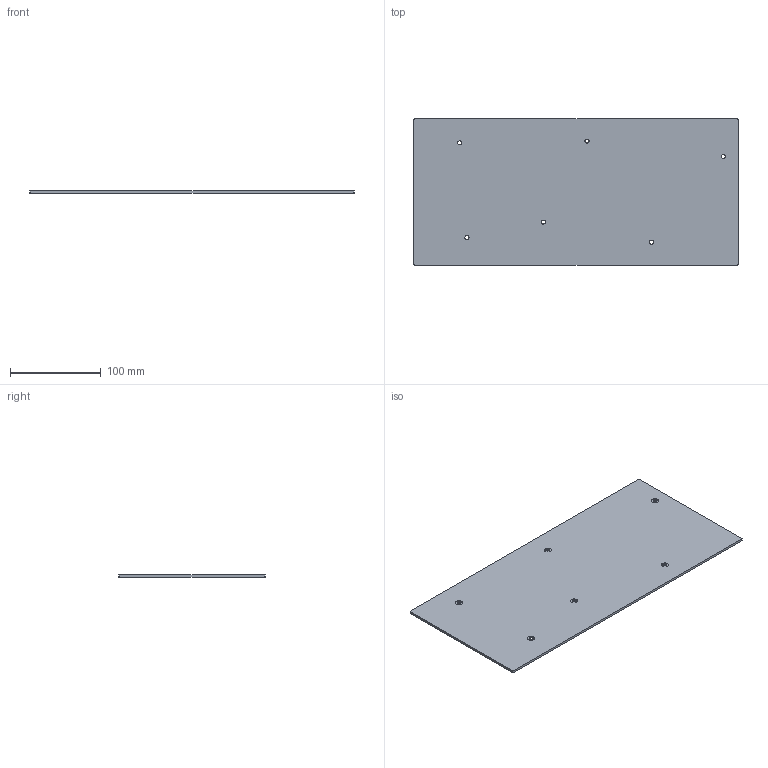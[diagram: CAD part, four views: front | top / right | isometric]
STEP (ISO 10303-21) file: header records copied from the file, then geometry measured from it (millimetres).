
FILE_DESCRIPTION(('FreeCAD Model'),'2;1');
FILE_NAME('Open CASCADE Shape Model','2023-09-25T18:06:16',('Author'),( ''),'Open CASCADE STEP processor 7.6','FreeCAD','Unknown');
FILE_SCHEMA(('AP242_MANAGED_MODEL_BASED_3D_ENGINEERING_MIM_LF. {1 0 10303 442 1 1 4 }'));
Length unit declared in the file: millimetre
Products named in the file (1): OpenFrame1Heavy_Backplate_v1_029
Bounding box: 356.6 x 160.9 x 2.6 mm (x, y, z)
Surface area: 117597.8 mm2 (no closed solid volume)
Topology: 0 solids, 1 shells, 660 faces, 1956 edges, 1304 vertices
Faces by surface type: plane 660
Entity records: 47074 total; most frequent: CARTESIAN_POINT 7833, DIRECTION 7190, LINE 5868, VECTOR 5868, ORIENTED_EDGE 3912, PCURVE 3912, DEFINITIONAL_REPRESENTATION 3912, EDGE_CURVE 1956
